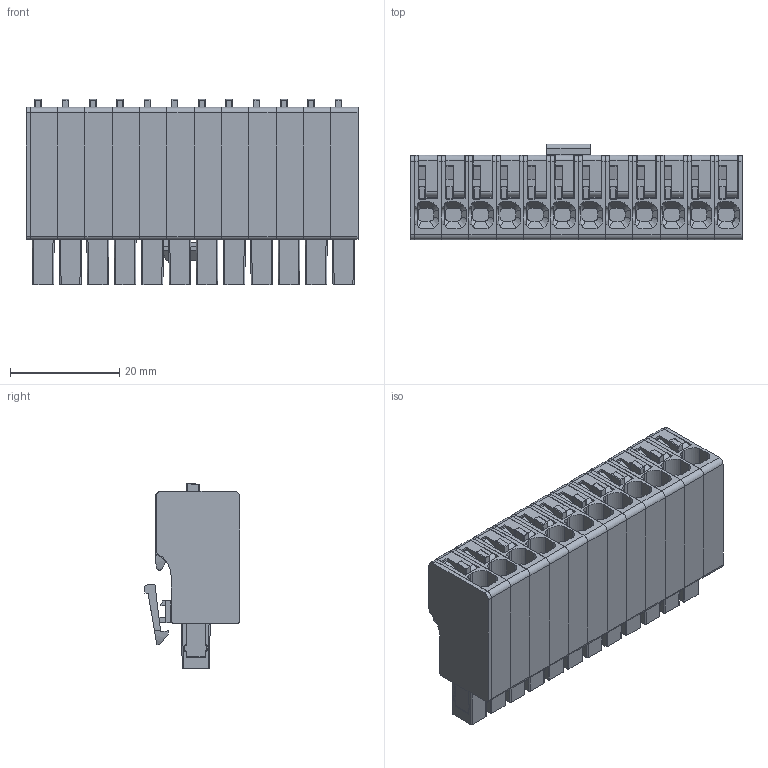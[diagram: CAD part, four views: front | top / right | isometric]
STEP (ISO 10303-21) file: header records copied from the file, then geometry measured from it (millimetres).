
FILE_DESCRIPTION(('CATIA V5 STEP Exchange','CAx-IF Rec.Pracs.--- Model Styling and Organization---1.4--- 2014-01-23'),'2;1');
FILE_NAME ('D1463860_2', '2022-08-24T06:23:24+00:00', ('none'), ('Weidmueller'), 'CATIA Version 5-6 Release 2016 SP3 HF44', 'CATIA V5 STEP AP214', 'none');
FILE_SCHEMA(('AUTOMOTIVE_DESIGN { 1 0 10303 214 1 1 1 1 }'));
Products named in the file (1): 2741770000
Bounding box: 60.8 x 17.53 x 34 mm (x, y, z)
Volume: 20935.9 mm3; surface area: 23151.9 mm2
Topology: 38 solids, 38 shells, 2936 faces, 8091 edges, 5282 vertices
Faces by surface type: plane 1712, cylinder 1039, sphere 96, cone 52, bspline 25, torus 12
Entity records: 100485 total; most frequent: CARTESIAN_POINT 27052, ORIENTED_EDGE 15894, DIRECTION 12016, EDGE_CURVE 7947, VERTEX_POINT 5258, VECTOR 5107, LINE 5107, AXIS2_PLACEMENT_3D 4172
